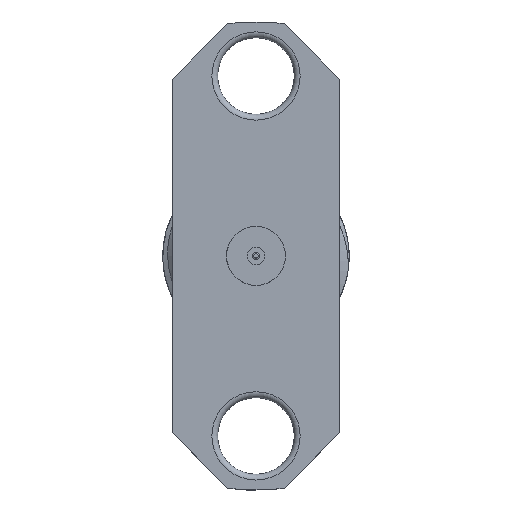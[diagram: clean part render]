
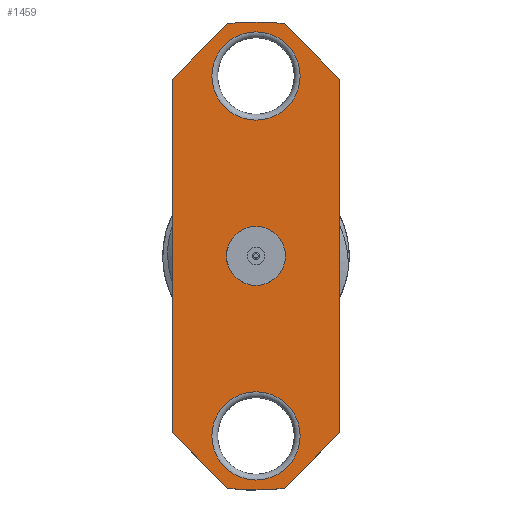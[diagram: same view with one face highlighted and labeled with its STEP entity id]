
A CAD part, top view. The second image highlights one B-rep face of the part: STEP entity #1459.
In plain terms, the highlighted planar face has unit normal (0, 0, 1).
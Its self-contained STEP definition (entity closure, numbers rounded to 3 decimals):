
#46=LINE('',#2075,#82);
#50=LINE('',#2083,#86);
#53=LINE('',#2089,#89);
#57=LINE('',#2101,#93);
#60=LINE('',#2107,#96);
#63=LINE('',#2113,#99);
#82=VECTOR('',#1726,1000.);
#86=VECTOR('',#1732,1000.);
#89=VECTOR('',#1737,1000.);
#93=VECTOR('',#1749,1000.);
#96=VECTOR('',#1754,1000.);
#99=VECTOR('',#1759,1000.);
#236=ORIENTED_EDGE('',*,*,#478,.T.);
#237=ORIENTED_EDGE('',*,*,#479,.T.);
#238=ORIENTED_EDGE('',*,*,#480,.T.);
#239=ORIENTED_EDGE('',*,*,#452,.T.);
#240=ORIENTED_EDGE('',*,*,#456,.T.);
#241=ORIENTED_EDGE('',*,*,#459,.T.);
#242=ORIENTED_EDGE('',*,*,#462,.T.);
#243=ORIENTED_EDGE('',*,*,#465,.T.);
#244=ORIENTED_EDGE('',*,*,#468,.T.);
#245=ORIENTED_EDGE('',*,*,#471,.T.);
#246=ORIENTED_EDGE('',*,*,#477,.T.);
#452=EDGE_CURVE('',#583,#582,#46,.T.);
#456=EDGE_CURVE('',#582,#585,#50,.T.);
#459=EDGE_CURVE('',#585,#587,#53,.T.);
#462=EDGE_CURVE('',#587,#589,#675,.T.);
#465=EDGE_CURVE('',#589,#591,#57,.T.);
#468=EDGE_CURVE('',#591,#593,#60,.T.);
#471=EDGE_CURVE('',#593,#595,#63,.T.);
#477=EDGE_CURVE('',#595,#583,#681,.T.);
#478=EDGE_CURVE('',#600,#600,#682,.F.);
#479=EDGE_CURVE('',#601,#601,#683,.F.);
#480=EDGE_CURVE('',#602,#602,#684,.T.);
#582=VERTEX_POINT('',#2074);
#583=VERTEX_POINT('',#2076);
#585=VERTEX_POINT('',#2082);
#587=VERTEX_POINT('',#2088);
#589=VERTEX_POINT('',#2094);
#591=VERTEX_POINT('',#2100);
#593=VERTEX_POINT('',#2106);
#595=VERTEX_POINT('',#2112);
#600=VERTEX_POINT('',#2129);
#601=VERTEX_POINT('',#2131);
#602=VERTEX_POINT('',#2133);
#675=CIRCLE('',#1548,7.95);
#681=CIRCLE('',#1560,7.95);
#682=CIRCLE('',#1562,1.5);
#683=CIRCLE('',#1563,1.5);
#684=CIRCLE('',#1564,1.);
#756=EDGE_LOOP('',(#236));
#757=EDGE_LOOP('',(#237));
#758=EDGE_LOOP('',(#238));
#759=EDGE_LOOP('',(#239,#240,#241,#242,#243,#244,#245,#246));
#862=FACE_BOUND('',#756,.T.);
#863=FACE_BOUND('',#757,.T.);
#864=FACE_BOUND('',#758,.T.);
#865=FACE_BOUND('',#759,.T.);
#940=PLANE('',#1561);
#1459=ADVANCED_FACE('',(#862,#863,#864,#865),#940,.T.);
#1548=AXIS2_PLACEMENT_3D('',#2095,#1743,#1744);
#1560=AXIS2_PLACEMENT_3D('',#2126,#1776,#1777);
#1561=AXIS2_PLACEMENT_3D('',#2127,#1778,#1779);
#1562=AXIS2_PLACEMENT_3D('',#2128,#1780,#1781);
#1563=AXIS2_PLACEMENT_3D('',#2130,#1782,#1783);
#1564=AXIS2_PLACEMENT_3D('',#2132,#1784,#1785);
#1726=DIRECTION('',(0.707,0.707,0.));
#1732=DIRECTION('',(0.,1.,0.));
#1737=DIRECTION('',(-0.707,0.707,0.));
#1743=DIRECTION('',(0.,0.,1.));
#1744=DIRECTION('',(1.,0.,0.));
#1749=DIRECTION('',(-0.707,-0.707,0.));
#1754=DIRECTION('',(0.,-1.,0.));
#1759=DIRECTION('',(0.707,-0.707,0.));
#1776=DIRECTION('',(0.,0.,1.));
#1777=DIRECTION('',(1.,0.,0.));
#1778=DIRECTION('',(0.,0.,1.));
#1779=DIRECTION('',(1.,0.,0.));
#1780=DIRECTION('',(0.,0.,1.));
#1781=DIRECTION('',(1.,0.,0.));
#1782=DIRECTION('',(0.,0.,1.));
#1783=DIRECTION('',(1.,0.,0.));
#1784=DIRECTION('',(0.,0.,-1.));
#1785=DIRECTION('',(0.,-1.,0.));
#2074=CARTESIAN_POINT('',(2.85,-6.,1.65));
#2075=CARTESIAN_POINT('',(2.85,-6.,1.65));
#2076=CARTESIAN_POINT('',(0.958,-7.892,1.65));
#2082=CARTESIAN_POINT('',(2.85,6.,1.65));
#2083=CARTESIAN_POINT('',(2.85,-6.,1.65));
#2088=CARTESIAN_POINT('',(0.958,7.892,1.65));
#2089=CARTESIAN_POINT('',(0.958,7.892,1.65));
#2094=CARTESIAN_POINT('',(-0.958,7.892,1.65));
#2095=CARTESIAN_POINT('',(0.,0.,1.65));
#2100=CARTESIAN_POINT('',(-2.85,6.,1.65));
#2101=CARTESIAN_POINT('',(-2.85,6.,1.65));
#2106=CARTESIAN_POINT('',(-2.85,-6.,1.65));
#2107=CARTESIAN_POINT('',(-2.85,6.,1.65));
#2112=CARTESIAN_POINT('',(-0.958,-7.892,1.65));
#2113=CARTESIAN_POINT('',(-0.958,-7.892,1.65));
#2126=CARTESIAN_POINT('',(0.,0.,1.65));
#2127=CARTESIAN_POINT('',(0.,0.,1.65));
#2128=CARTESIAN_POINT('',(0.,6.11,1.65));
#2129=CARTESIAN_POINT('',(1.5,6.11,1.65));
#2130=CARTESIAN_POINT('',(0.,-6.11,1.65));
#2131=CARTESIAN_POINT('',(1.5,-6.11,1.65));
#2132=CARTESIAN_POINT('',(0.,0.,1.65));
#2133=CARTESIAN_POINT('',(0.,-1.,1.65));
